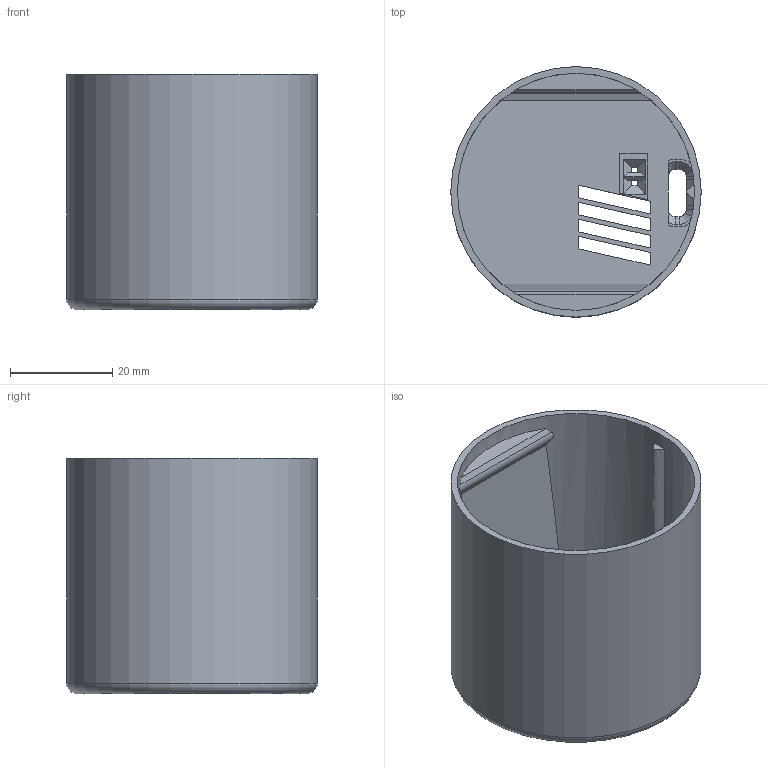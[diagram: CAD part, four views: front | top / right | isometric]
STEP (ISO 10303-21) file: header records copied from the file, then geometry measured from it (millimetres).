
FILE_DESCRIPTION(/* description */ (''),/* implementation_level */ '2;1');
FILE_NAME(/* name */ 'Case.step',/* time_stamp */ '2025-12-24T15:52:58Z',/* author */ (''),/* organization */ (''),/* preprocessor_version */ 'ST-DEVELOPER v20.1',/* originating_system */ 'Autodesk Translation Framework v14.21.0.0',/* authorisation */ '');
FILE_SCHEMA (('AUTOMOTIVE_DESIGN { 1 0 10303 214 3 1 1 }'));
Length unit declared in the file: millimetre
Products named in the file (1): Case
Bounding box: 49 x 49 x 46 mm (x, y, z)
Volume: 18217.3 mm3; surface area: 17022.7 mm2
Topology: 1 solids, 1 shells, 86 faces, 232 edges, 149 vertices
Faces by surface type: plane 64, cylinder 12, bspline 5, cone 4, torus 1
Full cylindrical faces by diameter (mm): 46.4 x1, 49 x1
Entity records: 3051 total; most frequent: CARTESIAN_POINT 849, ORIENTED_EDGE 464, DIRECTION 425, EDGE_CURVE 232, LINE 163, VECTOR 163, VERTEX_POINT 149, AXIS2_PLACEMENT_3D 131
